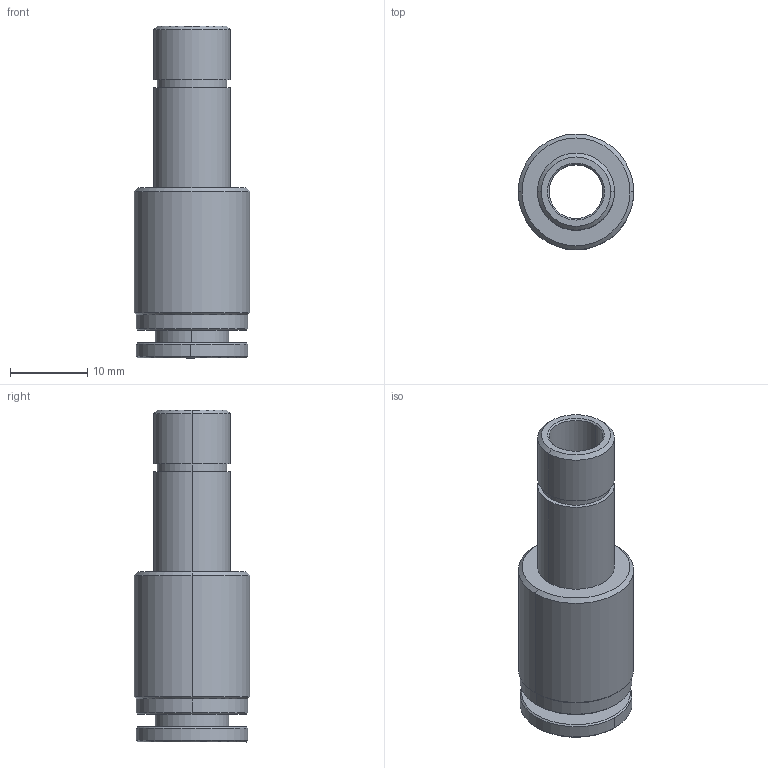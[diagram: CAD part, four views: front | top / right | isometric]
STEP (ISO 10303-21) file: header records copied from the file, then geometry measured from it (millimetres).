
FILE_DESCRIPTION (( 'STEP AP214' ), '1' );
FILE_NAME ('TRS8-10W.STEP', '2018-07-31T15:45:36', ( '' ), ( '' ), 'SwSTEP 2.0', 'SolidWorks 2016', '' );
FILE_SCHEMA (( 'AUTOMOTIVE_DESIGN' ));
Length unit declared in the file: millimetre
Products named in the file (1): TRS8-10W
Bounding box: 15 x 15 x 43.1 mm (x, y, z)
Volume: 3136.4 mm3; surface area: 4973.3 mm2
Topology: 6 solids, 6 shells, 383 faces, 1043 edges, 678 vertices
Faces by surface type: plane 150, cone 129, cylinder 70, bspline 32, torus 2
Entity records: 17405 total; most frequent: CARTESIAN_POINT 3997, ORIENTED_EDGE 2086, DIRECTION 1707, EDGE_CURVE 1043, AXIS2_PLACEMENT_3D 708, VERTEX_POINT 678, EDGE_LOOP 401, B_SPLINE_CURVE_WITH_KNOTS 396
